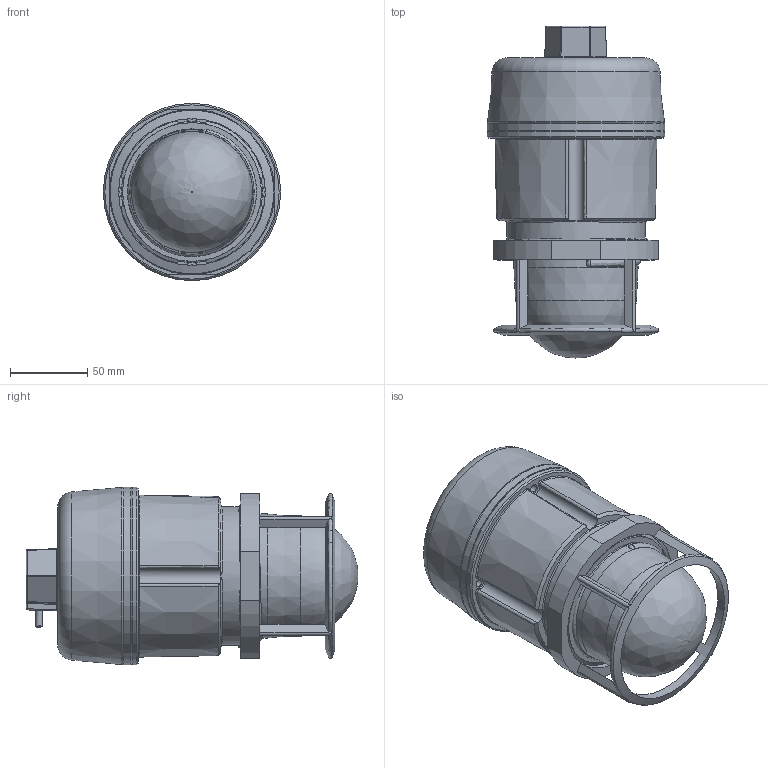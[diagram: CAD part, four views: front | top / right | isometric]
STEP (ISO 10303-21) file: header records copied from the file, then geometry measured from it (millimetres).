
FILE_DESCRIPTION(/* description */ (''),/* implementation_level */ '2;1');
FILE_NAME(/* name */ 'KIL_NVLXXXGLG-A-X.stp',/* time_stamp */ '2019-01-31T10:47:51-06:00',/* author */ ('mbednara'),/* organization */ (''),/* preprocessor_version */ 'ST-DEVELOPER v17',/* originating_system */ 'Autodesk Inventor 2018',/* authorisation */ '');
FILE_SCHEMA (('AUTOMOTIVE_DESIGN { 1 0 10303 214 3 1 1 }'));
Products named in the file (10): CEILING-NVL SERIES; 25932; 22815; 25933; 16322BABB; 21455AAAB; 25944; 22281; 21454AAAC; SEE NX 16298.PRT
Assembly tree (10 placements, depth 3):
  CEILING-NVL SERIES
    25932
      22815
      25933
      16322BABB  x2
      21455AAAB
      25944
    22281
    21454AAAC
    SEE NX 16298.PRT
Bounding box: 115.01 x 215.31 x 115.01 mm (x, y, z)
Volume: 358944.3 mm3; surface area: 211078.3 mm2
Topology: 9 solids, 9 shells, 919 faces, 2315 edges, 1414 vertices
Faces by surface type: bspline 265, cylinder 203, cone 149, torus 143, plane 127, sphere 32
Full cylindrical faces by diameter (mm): 3.306 x6, 4.064 x4, 4.166 x11, 4.496 x1, 4.801 x2, 5.181 x2, 5.334 x2, 5.512 x4, 6.198 x4, 28.499 x1, 66.675 x1, 73.962 x1, 80.566 x4, 81.864 x3, 83.344 x1, 89.992 x1, 95.25 x1, 115.011 x1
Entity records: 40927 total; most frequent: CARTESIAN_POINT 21208, ORIENTED_EDGE 4124, DIRECTION 3765, EDGE_CURVE 2062, AXIS2_PLACEMENT_3D 1675, VERTEX_POINT 1258, CIRCLE 994, EDGE_LOOP 906
